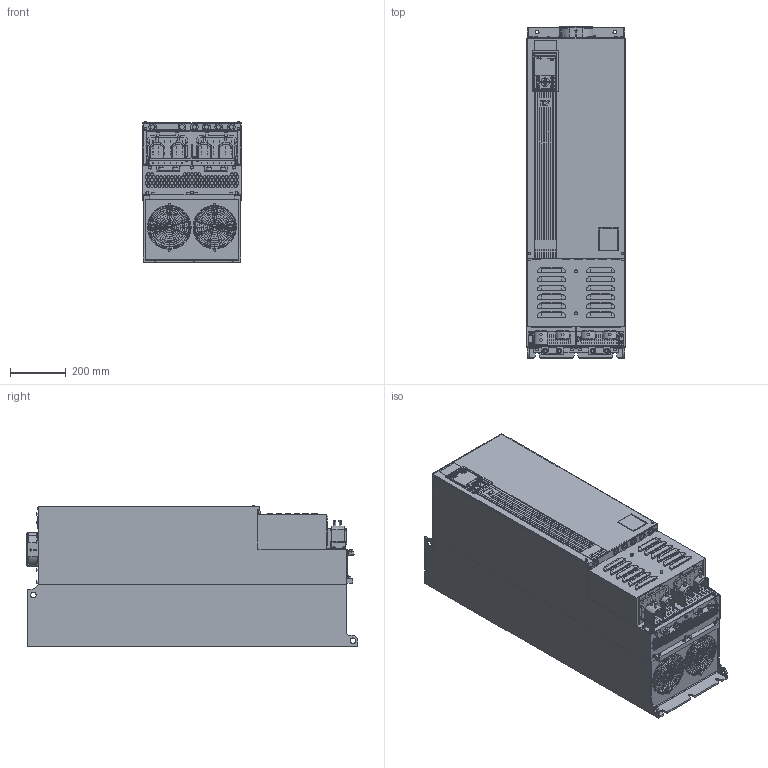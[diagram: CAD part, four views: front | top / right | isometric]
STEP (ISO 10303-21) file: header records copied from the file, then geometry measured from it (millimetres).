
FILE_DESCRIPTION((''),'2;1');
FILE_NAME('OUT_FA10B','2024-07-25T15:12:15',('U388355'),('Danfoss Drives'),'CREO PARAMETRIC BY PTC INC, 2022124','CREO PARAMETRIC BY PTC INC, 2022124','');
FILE_SCHEMA(('CONFIG_CONTROL_DESIGN','GEOMETRIC_VALIDATION_PROPERTIES_MIM'));
Products named in the file (1): OUT_FA10B
Bounding box: 351.4 x 1185.97 x 504.7 mm (x, y, z)
Volume: 183546235.5 mm3; surface area: 3545812.1 mm2
Topology: 12 solids, 15 shells, 3541 faces, 9566 edges, 6224 vertices
Faces by surface type: plane 2674, cylinder 800, extrusion 67
Entity records: 113505 total; most frequent: CARTESIAN_POINT 20726, ORIENTED_EDGE 19132, DIRECTION 18488, EDGE_CURVE 9566, VECTOR 7378, LINE 7311, VERTEX_POINT 6224, AXIS2_PLACEMENT_3D 5555
